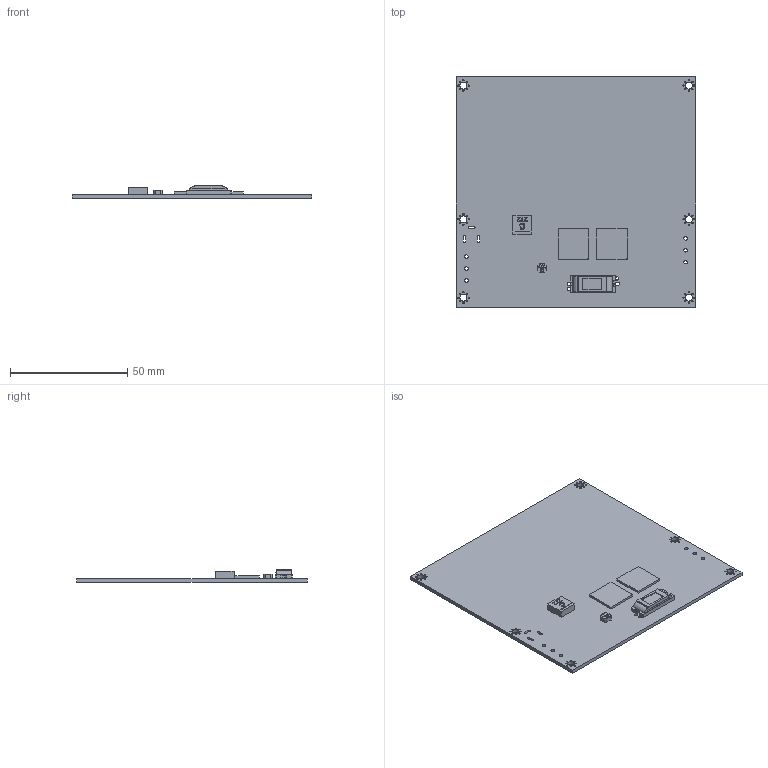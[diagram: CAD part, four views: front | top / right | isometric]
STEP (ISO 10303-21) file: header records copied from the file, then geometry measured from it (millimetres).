
FILE_DESCRIPTION(('KiCad electronic assembly'),'2;1');
FILE_NAME('dlp_01.step','2019-09-09T20:57:56',('An Author'),('A Company' ),'Open CASCADE STEP processor 6.9','KiCad to STEP converter', 'Unknown');
FILE_SCHEMA(('AUTOMOTIVE_DESIGN { 1 0 10303 214 1 1 1 1 }'));
Length unit declared in the file: millimetre
Products named in the file (21): Open CASCADE STEP translator 6.9 1; DLP3310; SOLID; C_0603; C_1206; C_0805; LED_0603; Coilcraft-LPS4018; Coilcraft-XAL7030-272; SOT-23; R_0603; R_2010; R_1206; TFBGA-216_13x13mm_Layout15x15_P0.8mm; TQFP-100_14x14mm_Pitch0.5mm; C_0402; L_0402; COMPOUND
Assembly tree (207 placements, depth 3):
  Open CASCADE STEP translator 6.9 1
    DLP3310
      SOLID
    C_0603  x21
    C_1206  x30
    C_0805  x4
    LED_0603
    Coilcraft-LPS4018
      SOLID
    Coilcraft-XAL7030-272
      SOLID
    SOT-23
    R_0603  x87
    R_2010
    R_1206
    TFBGA-216_13x13mm_Layout15x15_P0.8mm  x2
      SOLID
    TQFP-100_14x14mm_Pitch0.5mm
    C_0402  x46
    L_0402  x4
    COMPOUND
Bounding box: 102 x 98 x 5.44 mm (x, y, z)
Volume: 16766.9 mm3; surface area: 22383.1 mm2
Topology: 6 solids, 7 shells, 927 faces, 2376 edges, 1575 vertices
Faces by surface type: plane 671, sphere 112, cylinder 105, bspline 39
Full cylindrical faces by diameter (mm): 0.3 x2, 0.5 x48, 1.45 x2, 1.52 x6, 1.545 x1, 3 x6
Entity records: 65344 total; most frequent: CARTESIAN_POINT 15149, DIRECTION 8328, LINE 5552, VECTOR 5552, ORIENTED_EDGE 4274, PCURVE 4274, DEFINITIONAL_REPRESENTATION 4274, EDGE_CURVE 2137
